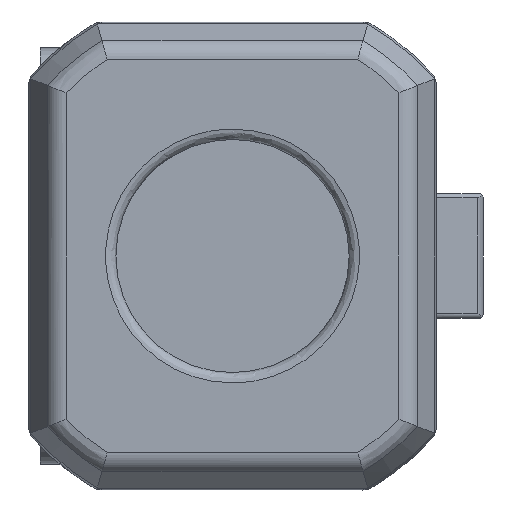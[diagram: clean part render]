
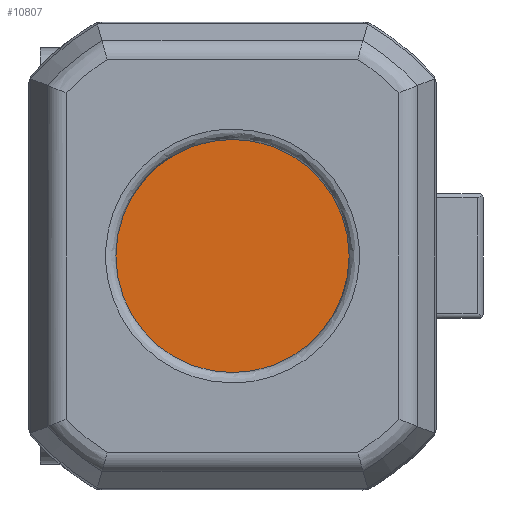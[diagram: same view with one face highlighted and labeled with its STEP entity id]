
A CAD part, left-side view. The second image highlights one B-rep face of the part: STEP entity #10807.
In plain terms, the highlighted planar face has unit normal (-1, 0, 0).
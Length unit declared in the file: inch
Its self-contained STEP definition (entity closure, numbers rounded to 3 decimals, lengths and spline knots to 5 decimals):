
#162 = CARTESIAN_POINT ( 'NONE',  ( -1.56517, 0.03983, 0. ) ) ;
#3279 = AXIS2_PLACEMENT_3D ( 'NONE', #14920, #3892, #20602 ) ;
#3892 = DIRECTION ( 'NONE',  ( 1., 0., 0. ) ) ;
#4879 = VERTEX_POINT ( 'NONE', #11581 ) ;
#5743 = EDGE_LOOP ( 'NONE', ( #18603 ) ) ;
#6780 = PLANE ( 'NONE',  #3279 ) ;
#10807 = ADVANCED_FACE ( 'NONE', ( #13900 ), #6780, .F. ) ;
#10913 = CIRCLE ( 'NONE', #12649, 0.35 ) ;
#11581 = CARTESIAN_POINT ( 'NONE',  ( -1.56517, 0.03983, 0.35 ) ) ;
#12649 = AXIS2_PLACEMENT_3D ( 'NONE', #162, #17105, #13705 ) ;
#13705 = DIRECTION ( 'NONE',  ( 0., 0., 1. ) ) ;
#13900 = FACE_OUTER_BOUND ( 'NONE', #5743, .T. ) ;
#14920 = CARTESIAN_POINT ( 'NONE',  ( -1.56517, -0.22612, 0.38178 ) ) ;
#15840 = EDGE_CURVE ( 'NONE', #4879, #4879, #10913, .T. ) ;
#17105 = DIRECTION ( 'NONE',  ( -1., 0., 0. ) ) ;
#18603 = ORIENTED_EDGE ( 'NONE', *, *, #15840, .T. ) ;
#20602 = DIRECTION ( 'NONE',  ( 0., 0., -1. ) ) ;
